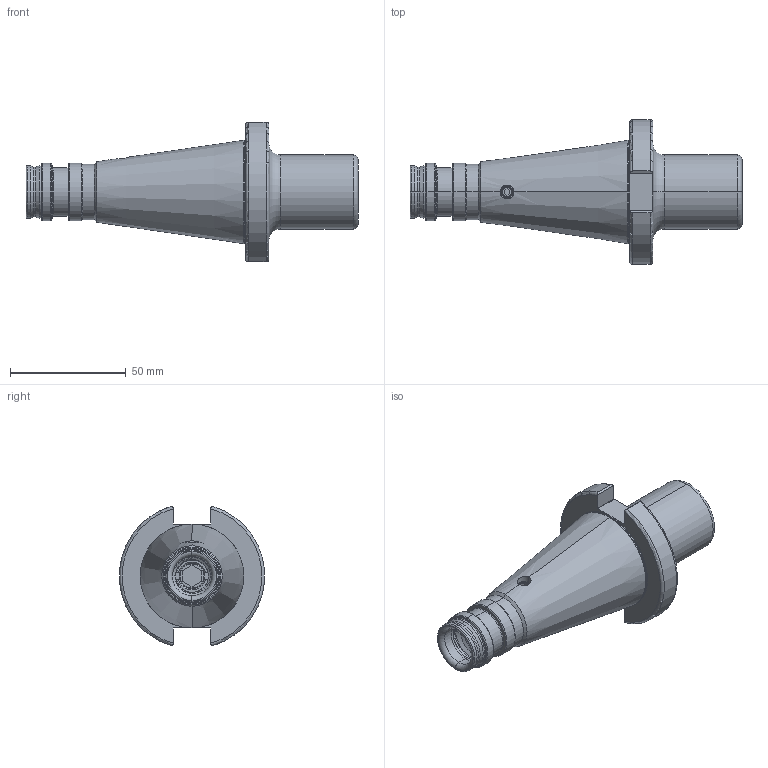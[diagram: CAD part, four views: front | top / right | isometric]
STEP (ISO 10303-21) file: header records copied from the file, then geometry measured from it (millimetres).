
FILE_DESCRIPTION (( 'STEP AP203' ), '1' );
FILE_NAME ('401.08.02.STEP', '2016-11-26T04:54:47', ( '' ), ( '' ), 'SwSTEP 2.0', 'SolidWorks 2012', '' );
FILE_SCHEMA (( 'CONFIG_CONTROL_DESIGN' ));
Products named in the file (5): 2-41371002AF_M16xP2_6L; 401.08.02; 2-01150002C1_M5xP0.8-6L; 102.08.022_M10xP1.5-45L
Assembly tree (4 placements, depth 2):
  401.08.02
    401.08.02
    102.08.022_M10xP1.5-45L
    2-01150002C1_M5xP0.8-6L
    2-41371002AF_M16xP2_6L
Bounding box: 143.4 x 62.57 x 60.15 mm (x, y, z)
Volume: 115700.3 mm3; surface area: 31715.9 mm2
Topology: 4 solids, 4 shells, 342 faces, 893 edges, 566 vertices
Faces by surface type: cylinder 148, plane 60, cone 47, bspline 47, torus 40
Entity records: 32304 total; most frequent: CARTESIAN_POINT 24492, ORIENTED_EDGE 1782, DIRECTION 1274, EDGE_CURVE 891, VERTEX_POINT 566, AXIS2_PLACEMENT_3D 504, EDGE_LOOP 357, ADVANCED_FACE 342
